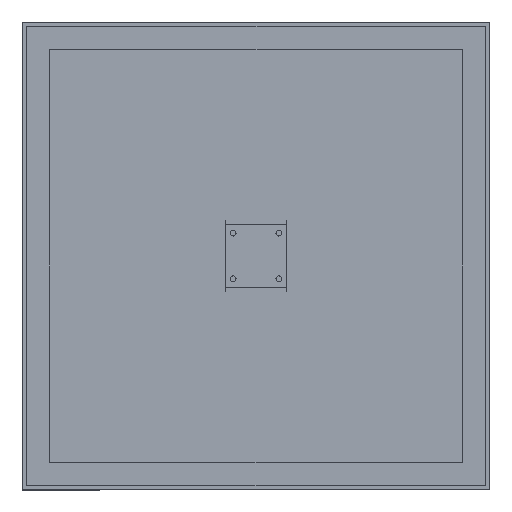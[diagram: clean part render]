
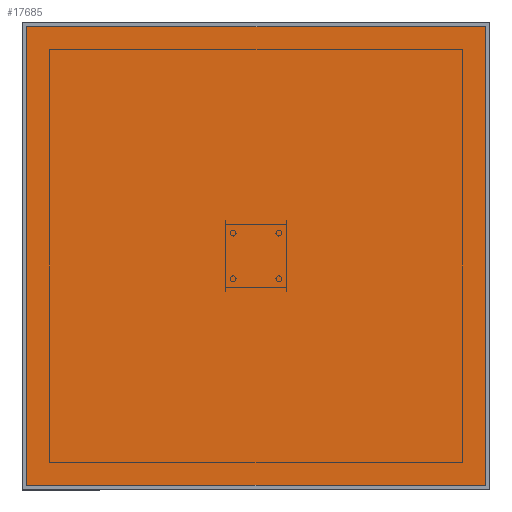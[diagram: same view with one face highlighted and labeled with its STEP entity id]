
A CAD part, top view. The second image highlights one B-rep face of the part: STEP entity #17685.
In plain terms, the highlighted planar face has unit normal (0, 0, 1).
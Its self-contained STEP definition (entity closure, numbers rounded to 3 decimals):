
#2905=FACE_OUTER_BOUND('',#4169,.T.);
#4169=EDGE_LOOP('',(#16017,#16018,#16019,#16020));
#5770=LINE('',#33763,#7376);
#5772=LINE('',#33767,#7378);
#5774=LINE('',#33771,#7380);
#5776=LINE('',#33774,#7382);
#7376=VECTOR('',#24661,10.);
#7378=VECTOR('',#24665,10.);
#7380=VECTOR('',#24669,10.);
#7382=VECTOR('',#24673,10.);
#8845=VERTEX_POINT('',#33760);
#8846=VERTEX_POINT('',#33762);
#8847=VERTEX_POINT('',#33766);
#8848=VERTEX_POINT('',#33770);
#11234=EDGE_CURVE('',#8846,#8845,#5770,.T.);
#11236=EDGE_CURVE('',#8847,#8846,#5772,.T.);
#11238=EDGE_CURVE('',#8848,#8847,#5774,.T.);
#11240=EDGE_CURVE('',#8845,#8848,#5776,.T.);
#16017=ORIENTED_EDGE('',*,*,#11240,.T.);
#16018=ORIENTED_EDGE('',*,*,#11238,.T.);
#16019=ORIENTED_EDGE('',*,*,#11236,.T.);
#16020=ORIENTED_EDGE('',*,*,#11234,.T.);
#16651=PLANE('',#19634);
#17685=ADVANCED_FACE('',(#2905),#16651,.T.);
#19634=AXIS2_PLACEMENT_3D('',#33775,#24674,#24675);
#24661=DIRECTION('',(0.,-1.,0.));
#24665=DIRECTION('',(-1.,0.,0.));
#24669=DIRECTION('',(0.,1.,0.));
#24673=DIRECTION('',(1.,0.,0.));
#24674=DIRECTION('center_axis',(0.,0.,1.));
#24675=DIRECTION('ref_axis',(1.,0.,0.));
#33760=CARTESIAN_POINT('',(-125.,-625.,1.));
#33762=CARTESIAN_POINT('',(-125.,-125.,1.));
#33763=CARTESIAN_POINT('',(-125.,-625.,1.));
#33766=CARTESIAN_POINT('',(375.,-125.,1.));
#33767=CARTESIAN_POINT('',(-125.,-125.,1.));
#33770=CARTESIAN_POINT('',(375.,-625.,1.));
#33771=CARTESIAN_POINT('',(375.,-125.,1.));
#33774=CARTESIAN_POINT('',(375.,-625.,1.));
#33775=CARTESIAN_POINT('Origin',(125.,-375.,1.));
